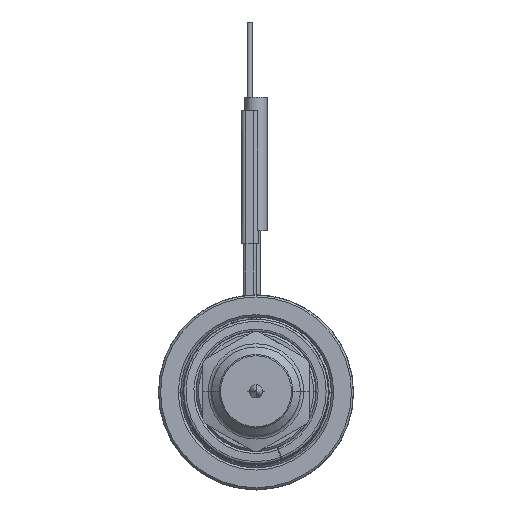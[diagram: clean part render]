
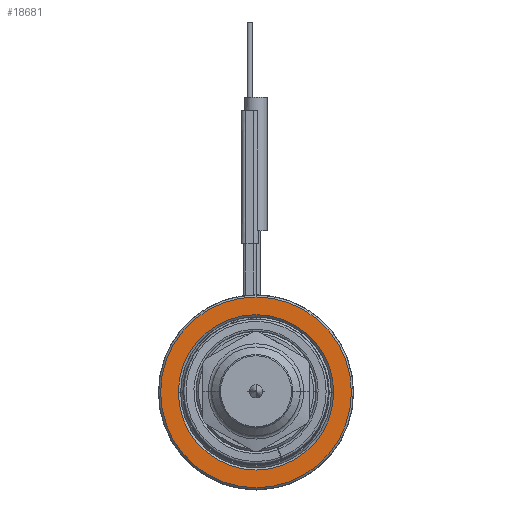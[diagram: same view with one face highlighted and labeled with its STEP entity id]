
A CAD part, top view. The second image highlights one B-rep face of the part: STEP entity #18681.
In plain terms, the highlighted planar face has unit normal (0, 0, 1).
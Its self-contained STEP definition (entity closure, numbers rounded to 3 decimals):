
#7011=CARTESIAN_POINT('',(0.,0.,40.));
#7012=DIRECTION('',(0.,0.,-1.));
#7013=DIRECTION('',(-1.,0.,0.));
#7014=AXIS2_PLACEMENT_3D('',#7011,#7012,#7013);
#7025=CARTESIAN_POINT('',(0.,0.,
40.));
#7026=DIRECTION('',(0.,0.,-1.));
#7027=DIRECTION('',(1.,0.,0.));
#7028=AXIS2_PLACEMENT_3D('',#7025,#7026,#7027);
#7039=CARTESIAN_POINT('',(0.,0.,
40.));
#7040=DIRECTION('',(0.,0.,-1.));
#7041=DIRECTION('',(1.,0.,0.));
#7042=AXIS2_PLACEMENT_3D('',#7039,#7040,#7041);
#7053=CARTESIAN_POINT('',(0.,0.,
40.));
#7054=DIRECTION('',(0.,0.,-1.));
#7055=DIRECTION('',(-1.,0.,0.));
#7056=AXIS2_PLACEMENT_3D('',#7053,#7054,#7055);
#7245=CARTESIAN_POINT('',(21.5,0.,40.));
#7246=CARTESIAN_POINT('',(-21.5,0.,40.));
#7247=VERTEX_POINT('',#7245);
#7248=VERTEX_POINT('',#7246);
#7249=CARTESIAN_POINT('',(17.5,0.,40.));
#7250=CARTESIAN_POINT('',(-17.5,0.,40.));
#7251=VERTEX_POINT('',#7249);
#7252=VERTEX_POINT('',#7250);
#18666=CARTESIAN_POINT('',(0.,0.,40.));
#18667=DIRECTION('',(0.,0.,1.));
#18668=DIRECTION('',(-1.,0.,0.));
#18669=AXIS2_PLACEMENT_3D('',#18666,#18667,#18668);
#18670=PLANE('',#18669);
#18671=ORIENTED_EDGE('',*,*,#18648,.T.);
#18672=ORIENTED_EDGE('',*,*,#18633,.T.);
#18673=EDGE_LOOP('',(#18671,#18672));
#18674=FACE_OUTER_BOUND('',#18673,.F.);
#18676=ORIENTED_EDGE('',*,*,#18675,.F.);
#18678=ORIENTED_EDGE('',*,*,#18677,.F.);
#18679=EDGE_LOOP('',(#18676,#18678));
#18680=FACE_BOUND('',#18679,.F.);
#7015=CIRCLE('',#7014,21.5);
#7029=CIRCLE('',#7028,21.5);
#7043=CIRCLE('',#7042,17.5);
#7057=CIRCLE('',#7056,17.5);
#18633=EDGE_CURVE('',#7248,#7247,#7015,.T.);
#18648=EDGE_CURVE('',#7247,#7248,#7029,.T.);
#18675=EDGE_CURVE('',#7251,#7252,#7043,.T.);
#18677=EDGE_CURVE('',#7252,#7251,#7057,.T.);
#18681=ADVANCED_FACE('',(#18674,#18680),#18670,.T.);
